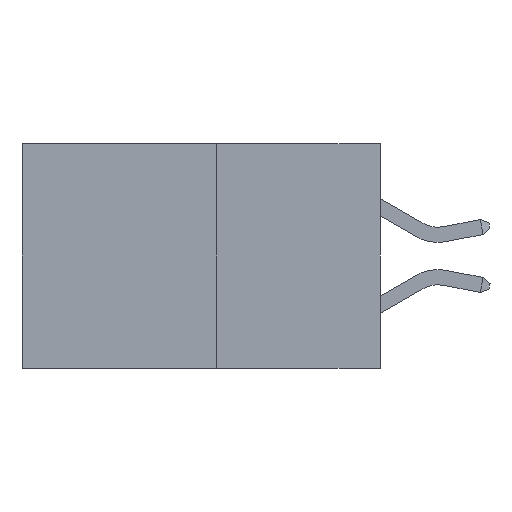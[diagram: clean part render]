
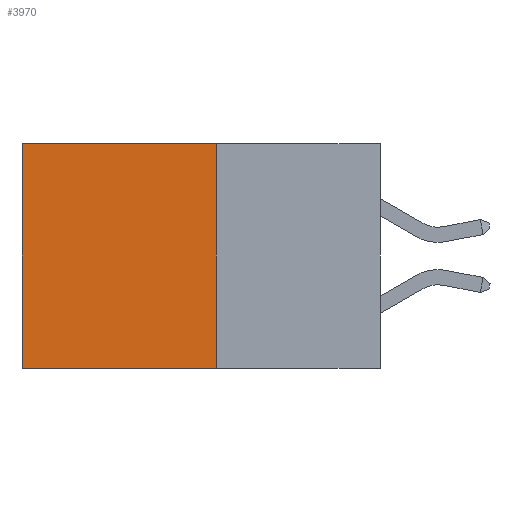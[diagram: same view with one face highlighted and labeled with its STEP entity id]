
A CAD part, left-side view. The second image highlights one B-rep face of the part: STEP entity #3970.
In plain terms, the highlighted planar face has unit normal (-1, 0, 0).
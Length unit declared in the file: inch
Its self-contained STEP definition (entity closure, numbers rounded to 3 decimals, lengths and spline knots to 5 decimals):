
#909 = VERTEX_POINT ( 'NONE', #11791 ) ;
#1757 = LINE ( 'NONE', #3473, #12335 ) ;
#2505 = LINE ( 'NONE', #8512, #10727 ) ;
#2782 = DIRECTION ( 'NONE',  ( 0., 1., 0. ) ) ;
#2928 = CARTESIAN_POINT ( 'NONE',  ( 0.277, 0.27, -0.37 ) ) ;
#3473 = CARTESIAN_POINT ( 'NONE',  ( 0.277, 0.59, -0.37 ) ) ;
#3970 = ADVANCED_FACE ( 'NONE', ( #4734 ), #12424, .F. ) ;
#4074 = AXIS2_PLACEMENT_3D ( 'NONE', #12024, #6537, #6599 ) ;
#4238 = ORIENTED_EDGE ( 'NONE', *, *, #5360, .T. ) ;
#4254 = ORIENTED_EDGE ( 'NONE', *, *, #10367, .F. ) ;
#4265 = ORIENTED_EDGE ( 'NONE', *, *, #10826, .F. ) ;
#4308 = ORIENTED_EDGE ( 'NONE', *, *, #6930, .T. ) ;
#4602 = VERTEX_POINT ( 'NONE', #10880 ) ;
#4734 = FACE_OUTER_BOUND ( 'NONE', #6936, .T. ) ;
#5360 = EDGE_CURVE ( 'NONE', #909, #9319, #1757, .T. ) ;
#6045 = LINE ( 'NONE', #2928, #10150 ) ;
#6537 = DIRECTION ( 'NONE',  ( 1., 0., 0. ) ) ;
#6599 = DIRECTION ( 'NONE',  ( 0., 0., -1. ) ) ;
#6930 = EDGE_CURVE ( 'NONE', #4602, #909, #10084, .T. ) ;
#6936 = EDGE_LOOP ( 'NONE', ( #4238, #4254, #4265, #4308 ) ) ;
#6979 = DIRECTION ( 'NONE',  ( 0., 0., -1. ) ) ;
#7255 = DIRECTION ( 'NONE',  ( 0., 1., 0. ) ) ;
#7444 = VECTOR ( 'NONE', #7255, 39.37008 ) ;
#8234 = CARTESIAN_POINT ( 'NONE',  ( 0.277, 0.27, 0. ) ) ;
#8512 = CARTESIAN_POINT ( 'NONE',  ( 0.277, 0.27, -0.37 ) ) ;
#9319 = VERTEX_POINT ( 'NONE', #9547 ) ;
#9547 = CARTESIAN_POINT ( 'NONE',  ( 0.277, 0.59, -0.37 ) ) ;
#9642 = DIRECTION ( 'NONE',  ( 0., 0., -1. ) ) ;
#10084 = LINE ( 'NONE', #8234, #7444 ) ;
#10150 = VECTOR ( 'NONE', #2782, 39.37008 ) ;
#10367 = EDGE_CURVE ( 'NONE', #10707, #9319, #6045, .T. ) ;
#10707 = VERTEX_POINT ( 'NONE', #12809 ) ;
#10727 = VECTOR ( 'NONE', #9642, 39.37008 ) ;
#10826 = EDGE_CURVE ( 'NONE', #4602, #10707, #2505, .T. ) ;
#10880 = CARTESIAN_POINT ( 'NONE',  ( 0.277, 0.27, 0. ) ) ;
#11791 = CARTESIAN_POINT ( 'NONE',  ( 0.277, 0.59, 0. ) ) ;
#12024 = CARTESIAN_POINT ( 'NONE',  ( 0.277, 0.27, -0.37 ) ) ;
#12335 = VECTOR ( 'NONE', #6979, 39.37008 ) ;
#12424 = PLANE ( 'NONE',  #4074 ) ;
#12809 = CARTESIAN_POINT ( 'NONE',  ( 0.277, 0.27, -0.37 ) ) ;
